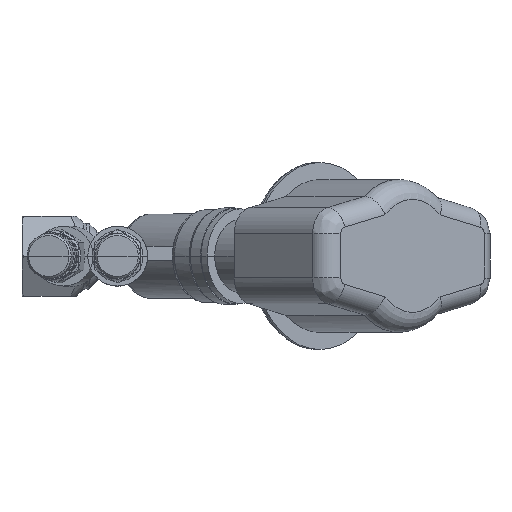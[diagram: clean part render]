
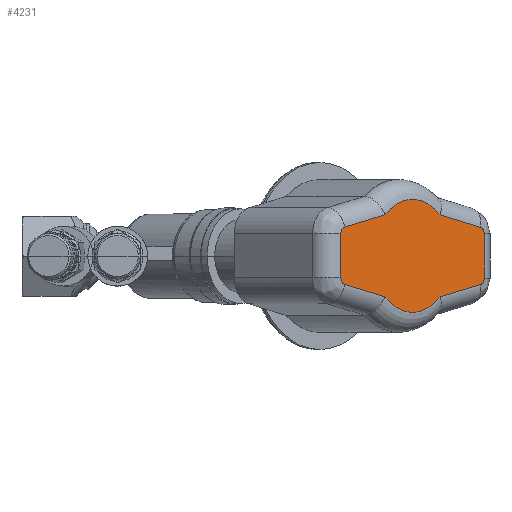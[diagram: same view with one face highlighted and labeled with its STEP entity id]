
A CAD part, top view. The second image highlights one B-rep face of the part: STEP entity #4231.
In plain terms, the highlighted planar face has unit normal (0.707, 0, 0.707).
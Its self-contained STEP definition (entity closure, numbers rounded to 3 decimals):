
#249=B_SPLINE_CURVE_WITH_KNOTS($,3,(#7906,#7907,#7908,#7909,#7910,#7911,
#7912,#7913,#7914),.UNSPECIFIED.,.F.,.F.,(4,1,1,1,1,1,4),(0.,0.167,
0.333,0.5,0.667,0.833,1.),
 .UNSPECIFIED.);
#253=B_SPLINE_CURVE_WITH_KNOTS($,3,(#7964,#7965,#7966,#7967,#7968,#7969,
#7970,#7971,#7972),.UNSPECIFIED.,.F.,.F.,(4,1,1,1,1,1,4),(0.,0.167,
0.333,0.5,0.667,0.833,1.),
 .UNSPECIFIED.);
#257=B_SPLINE_CURVE_WITH_KNOTS($,3,(#8022,#8023,#8024,#8025,#8026,#8027,
#8028,#8029,#8030),.UNSPECIFIED.,.F.,.F.,(4,1,1,1,1,1,4),(0.,0.167,
0.333,0.5,0.667,0.833,1.),
 .UNSPECIFIED.);
#261=B_SPLINE_CURVE_WITH_KNOTS($,3,(#8076,#8077,#8078,#8079,#8080,#8081,
#8082,#8083,#8084),.UNSPECIFIED.,.F.,.F.,(4,1,1,1,1,1,4),(0.,0.167,
0.333,0.5,0.667,0.833,1.),
 .UNSPECIFIED.);
#265=B_SPLINE_CURVE_WITH_KNOTS($,3,(#8134,#8135,#8136,#8137,#8138,#8139,
#8140,#8141,#8142),.UNSPECIFIED.,.F.,.F.,(4,1,1,1,1,1,4),(0.,0.167,
0.333,0.5,0.667,0.833,1.),
 .UNSPECIFIED.);
#267=B_SPLINE_CURVE_WITH_KNOTS($,3,(#8172,#8173,#8174,#8175,#8176,#8177,
#8178,#8179,#8180),.UNSPECIFIED.,.F.,.F.,(4,1,1,1,1,1,4),(0.,0.167,
0.333,0.5,0.667,0.833,1.),
 .UNSPECIFIED.);
#472=PLANE($,#4671);
#734=FACE_OUTER_BOUND($,#998,.T.);
#998=EDGE_LOOP($,(#3916,#3917,#3918,#3919,#3920,#3921,#3922,#3923,#3924,
#3925,#3926,#3927));
#1219=LINE($,#7863,#1469);
#1222=LINE($,#7928,#1472);
#1224=LINE($,#7986,#1474);
#1226=LINE($,#8049,#1476);
#1228=LINE($,#8098,#1478);
#1230=LINE($,#8156,#1480);
#1469=VECTOR($,#5708,17.596);
#1472=VECTOR($,#5715,17.596);
#1474=VECTOR($,#5719,13.286);
#1476=VECTOR($,#5723,17.596);
#1478=VECTOR($,#5729,17.596);
#1480=VECTOR($,#5733,13.286);
#2006=VERTEX_POINT($,#7851);
#2008=VERTEX_POINT($,#7862);
#2011=VERTEX_POINT($,#7882);
#2013=VERTEX_POINT($,#7917);
#2015=VERTEX_POINT($,#7945);
#2017=VERTEX_POINT($,#7975);
#2019=VERTEX_POINT($,#8003);
#2021=VERTEX_POINT($,#8033);
#2023=VERTEX_POINT($,#8052);
#2025=VERTEX_POINT($,#8087);
#2027=VERTEX_POINT($,#8115);
#2029=VERTEX_POINT($,#8145);
#2611=EDGE_CURVE($,#2008,#2006,#1219,.T.);
#2616=EDGE_CURVE($,#2011,#2008,#249,.T.);
#2619=EDGE_CURVE($,#2013,#2011,#1222,.T.);
#2622=EDGE_CURVE($,#2015,#2013,#253,.T.);
#2625=EDGE_CURVE($,#2017,#2015,#1224,.T.);
#2628=EDGE_CURVE($,#2019,#2017,#257,.T.);
#2631=EDGE_CURVE($,#2021,#2019,#1226,.T.);
#2634=EDGE_CURVE($,#2023,#2021,#261,.T.);
#2637=EDGE_CURVE($,#2025,#2023,#1228,.T.);
#2640=EDGE_CURVE($,#2027,#2025,#265,.T.);
#2643=EDGE_CURVE($,#2029,#2027,#1230,.T.);
#2644=EDGE_CURVE($,#2006,#2029,#267,.T.);
#3916=ORIENTED_EDGE($,*,*,#2644,.T.);
#3917=ORIENTED_EDGE($,*,*,#2643,.T.);
#3918=ORIENTED_EDGE($,*,*,#2640,.T.);
#3919=ORIENTED_EDGE($,*,*,#2637,.T.);
#3920=ORIENTED_EDGE($,*,*,#2634,.T.);
#3921=ORIENTED_EDGE($,*,*,#2631,.T.);
#3922=ORIENTED_EDGE($,*,*,#2628,.T.);
#3923=ORIENTED_EDGE($,*,*,#2625,.T.);
#3924=ORIENTED_EDGE($,*,*,#2622,.T.);
#3925=ORIENTED_EDGE($,*,*,#2619,.T.);
#3926=ORIENTED_EDGE($,*,*,#2616,.T.);
#3927=ORIENTED_EDGE($,*,*,#2611,.T.);
#4231=ADVANCED_FACE($,(#734),#472,.T.);
#4671=AXIS2_PLACEMENT_3D($,#8234,#5788,#5789);
#5708=DIRECTION($,(-0.691,-0.211,0.691));
#5715=DIRECTION($,(-0.691,0.211,0.691));
#5719=DIRECTION($,(0.,1.,0.));
#5723=DIRECTION($,(0.691,0.211,-0.691));
#5729=DIRECTION($,(0.691,-0.211,-0.691));
#5733=DIRECTION($,(0.,-1.,0.));
#5788=DIRECTION('center_axis',(0.707,0.,0.707));
#5789=DIRECTION('ref_axis',(-0.691,-0.211,0.691));
#7851=CARTESIAN_POINT('',(68.256,8.598,100.958));
#7862=CARTESIAN_POINT('',(80.418,12.312,88.796));
#7863=CARTESIAN_POINT($,(80.418,12.312,88.796));
#7882=CARTESIAN_POINT('',(96.996,12.312,72.218));
#7906=CARTESIAN_POINT('Ctrl Pts',(96.996,12.312,72.218));
#7907=CARTESIAN_POINT('Ctrl Pts',(96.261,13.306,72.952));
#7908=CARTESIAN_POINT('Ctrl Pts',(94.609,15.018,74.605));
#7909=CARTESIAN_POINT('Ctrl Pts',(91.756,16.634,77.458));
#7910=CARTESIAN_POINT('Ctrl Pts',(88.707,17.183,80.507));
#7911=CARTESIAN_POINT('Ctrl Pts',(85.658,16.634,83.556));
#7912=CARTESIAN_POINT('Ctrl Pts',(82.805,15.018,86.409));
#7913=CARTESIAN_POINT('Ctrl Pts',(81.152,13.306,88.061));
#7914=CARTESIAN_POINT('Ctrl Pts',(80.418,12.312,88.796));
#7917=CARTESIAN_POINT('',(109.158,8.598,60.056));
#7928=CARTESIAN_POINT($,(109.158,8.598,60.056));
#7945=CARTESIAN_POINT('',(110.274,6.643,58.94));
#7964=CARTESIAN_POINT('Ctrl Pts',(110.274,6.643,58.94));
#7965=CARTESIAN_POINT('Ctrl Pts',(110.274,6.794,58.94));
#7966=CARTESIAN_POINT('Ctrl Pts',(110.249,7.096,58.964));
#7967=CARTESIAN_POINT('Ctrl Pts',(110.142,7.525,59.072));
#7968=CARTESIAN_POINT('Ctrl Pts',(109.969,7.91,59.244));
#7969=CARTESIAN_POINT('Ctrl Pts',(109.74,8.23,59.474));
#7970=CARTESIAN_POINT('Ctrl Pts',(109.466,8.469,59.748));
#7971=CARTESIAN_POINT('Ctrl Pts',(109.262,8.566,59.951));
#7972=CARTESIAN_POINT('Ctrl Pts',(109.158,8.598,60.056));
#7975=CARTESIAN_POINT('',(110.274,-6.643,58.94));
#7986=CARTESIAN_POINT($,(110.274,-6.643,58.94));
#8003=CARTESIAN_POINT('',(109.158,-8.598,60.056));
#8022=CARTESIAN_POINT('Ctrl Pts',(109.158,-8.598,60.056));
#8023=CARTESIAN_POINT('Ctrl Pts',(109.262,-8.566,59.951));
#8024=CARTESIAN_POINT('Ctrl Pts',(109.466,-8.469,59.748));
#8025=CARTESIAN_POINT('Ctrl Pts',(109.74,-8.23,59.474));
#8026=CARTESIAN_POINT('Ctrl Pts',(109.969,-7.91,59.244));
#8027=CARTESIAN_POINT('Ctrl Pts',(110.142,-7.525,59.072));
#8028=CARTESIAN_POINT('Ctrl Pts',(110.249,-7.096,58.964));
#8029=CARTESIAN_POINT('Ctrl Pts',(110.274,-6.794,58.94));
#8030=CARTESIAN_POINT('Ctrl Pts',(110.274,-6.643,58.94));
#8033=CARTESIAN_POINT('',(96.996,-12.312,72.218));
#8049=CARTESIAN_POINT($,(96.996,-12.312,72.218));
#8052=CARTESIAN_POINT('',(80.418,-12.312,88.796));
#8076=CARTESIAN_POINT('Ctrl Pts',(80.418,-12.312,88.796));
#8077=CARTESIAN_POINT('Ctrl Pts',(81.152,-13.306,88.061));
#8078=CARTESIAN_POINT('Ctrl Pts',(82.805,-15.018,86.409));
#8079=CARTESIAN_POINT('Ctrl Pts',(85.658,-16.634,83.556));
#8080=CARTESIAN_POINT('Ctrl Pts',(88.707,-17.183,80.507));
#8081=CARTESIAN_POINT('Ctrl Pts',(91.756,-16.634,77.458));
#8082=CARTESIAN_POINT('Ctrl Pts',(94.609,-15.018,74.605));
#8083=CARTESIAN_POINT('Ctrl Pts',(96.261,-13.306,72.952));
#8084=CARTESIAN_POINT('Ctrl Pts',(96.996,-12.312,72.218));
#8087=CARTESIAN_POINT('',(68.256,-8.598,100.958));
#8098=CARTESIAN_POINT($,(68.256,-8.598,100.958));
#8115=CARTESIAN_POINT('',(67.14,-6.643,102.074));
#8134=CARTESIAN_POINT('Ctrl Pts',(67.14,-6.643,102.074));
#8135=CARTESIAN_POINT('Ctrl Pts',(67.14,-6.794,102.074));
#8136=CARTESIAN_POINT('Ctrl Pts',(67.164,-7.096,102.049));
#8137=CARTESIAN_POINT('Ctrl Pts',(67.272,-7.525,101.942));
#8138=CARTESIAN_POINT('Ctrl Pts',(67.444,-7.91,101.769));
#8139=CARTESIAN_POINT('Ctrl Pts',(67.674,-8.23,101.54));
#8140=CARTESIAN_POINT('Ctrl Pts',(67.948,-8.469,101.266));
#8141=CARTESIAN_POINT('Ctrl Pts',(68.151,-8.566,101.062));
#8142=CARTESIAN_POINT('Ctrl Pts',(68.256,-8.598,100.958));
#8145=CARTESIAN_POINT('',(67.14,6.643,102.074));
#8156=CARTESIAN_POINT($,(67.14,6.643,102.074));
#8172=CARTESIAN_POINT('Ctrl Pts',(68.256,8.598,100.958));
#8173=CARTESIAN_POINT('Ctrl Pts',(68.151,8.566,101.062));
#8174=CARTESIAN_POINT('Ctrl Pts',(67.948,8.469,101.266));
#8175=CARTESIAN_POINT('Ctrl Pts',(67.674,8.23,101.54));
#8176=CARTESIAN_POINT('Ctrl Pts',(67.444,7.91,101.769));
#8177=CARTESIAN_POINT('Ctrl Pts',(67.272,7.525,101.942));
#8178=CARTESIAN_POINT('Ctrl Pts',(67.164,7.096,102.049));
#8179=CARTESIAN_POINT('Ctrl Pts',(67.14,6.794,102.074));
#8180=CARTESIAN_POINT('Ctrl Pts',(67.14,6.643,102.074));
#8234=CARTESIAN_POINT('Origin',(62.897,13.1,106.316));
